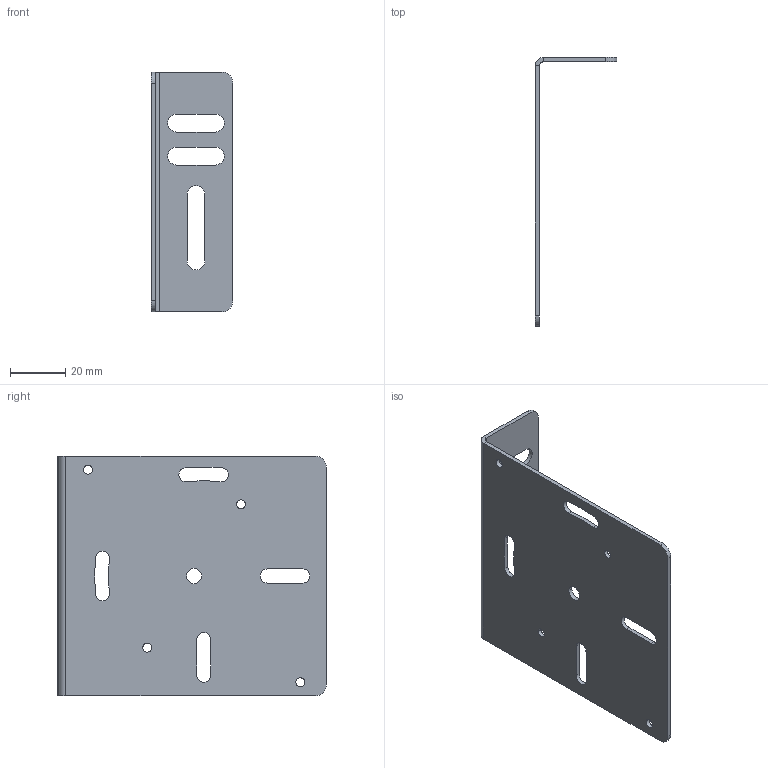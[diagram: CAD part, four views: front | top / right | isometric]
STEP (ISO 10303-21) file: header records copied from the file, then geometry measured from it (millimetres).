
FILE_DESCRIPTION((''),'2;1');
FILE_NAME('04B5T4_MONTAGEHILFE','2006-11-23T',('agebhardt'),(''),'PRO/ENGINEER BY PARAMETRIC TECHNOLOGY CORPORATION, 2006140','PRO/ENGINEER BY PARAMETRIC TECHNOLOGY CORPORATION, 2006140','');
FILE_SCHEMA(('CONFIG_CONTROL_DESIGN'));
Length unit declared in the file: millimetre
Products named in the file (1): 04B5T4_MONTAGEHILFE
Bounding box: 29.5 x 97.5 x 87 mm (x, y, z)
Volume: 14978.1 mm3; surface area: 21179.9 mm2
Topology: 1 solids, 1 shells, 56 faces, 154 edges, 100 vertices
Faces by surface type: cylinder 34, plane 22
Entity records: 1888 total; most frequent: DIRECTION 334, CARTESIAN_POINT 310, ORIENTED_EDGE 308, EDGE_CURVE 154, AXIS2_PLACEMENT_3D 124, VERTEX_POINT 100, VECTOR 86, LINE 86
